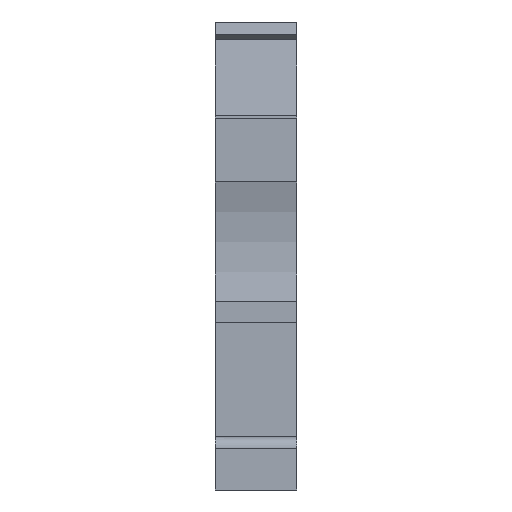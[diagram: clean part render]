
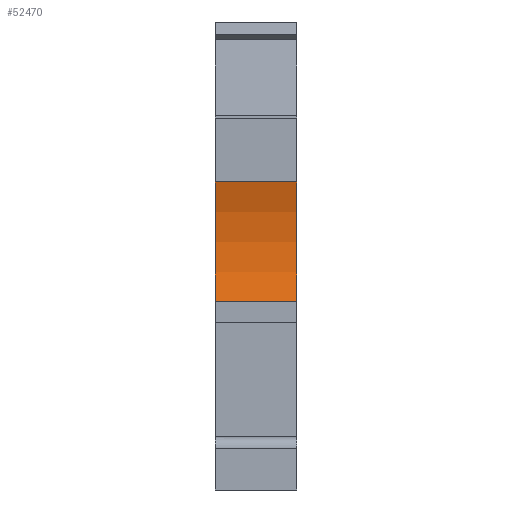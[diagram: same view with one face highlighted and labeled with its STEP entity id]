
A CAD part, front view. The second image highlights one B-rep face of the part: STEP entity #52470.
In plain terms, the highlighted cylindrical face has radius 15 mm (diameter 30 mm), a partial arc.
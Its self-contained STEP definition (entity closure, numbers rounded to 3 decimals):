
#280=CARTESIAN_POINT('',(-47.2,7.95,
-5.15));
#290=VERTEX_POINT('',#280);
#320=CARTESIAN_POINT('',(-61.509,3.45,
-5.15));
#330=DIRECTION('',(0.,0.,1.));
#340=DIRECTION('',(1.,0.,0.));
#350=AXIS2_PLACEMENT_3D('',#320,#330,#340);
#360=CIRCLE('',#350,15.);
#370=CARTESIAN_POINT('',(-47.2,-1.05,
-5.15));
#380=VERTEX_POINT('',#370);
#390=EDGE_CURVE('',#380,#290,#360,.T.);
#10620=CARTESIAN_POINT('',(-47.2,-1.05,
1.));
#10630=VERTEX_POINT('',#10620);
#10660=CARTESIAN_POINT('',(-61.509,3.45,
1.));
#10670=DIRECTION('',(0.,0.,1.));
#10680=DIRECTION('',(1.,0.,0.));
#10690=AXIS2_PLACEMENT_3D('',#10660,#10670,#10680);
#10700=CIRCLE('',#10690,15.);
#10710=CARTESIAN_POINT('',(-47.2,7.95,
1.));
#10720=VERTEX_POINT('',#10710);
#10730=EDGE_CURVE('',#10630,#10720,#10700,.T.);
#52260=CARTESIAN_POINT('',(-61.509,3.45,
-5.15));
#52270=DIRECTION('',(0.,0.,1.));
#52280=DIRECTION('',(1.,0.,0.));
#52290=AXIS2_PLACEMENT_3D('',#52260,#52270,#52280);
#52300=CYLINDRICAL_SURFACE('',#52290,15.);
#52310=CARTESIAN_POINT('',(-47.2,7.95,
-5.15));
#52320=DIRECTION('',(0.,0.,1.));
#52330=VECTOR('',#52320,1.);
#52340=LINE('',#52310,#52330);
#52350=EDGE_CURVE('',#290,#10720,#52340,.T.);
#52360=ORIENTED_EDGE('',*,*,#52350,.F.);
#52370=ORIENTED_EDGE('',*,*,#10730,.T.);
#52380=CARTESIAN_POINT('',(-47.2,-1.05,
-5.15));
#52390=DIRECTION('',(0.,0.,1.));
#52400=VECTOR('',#52390,1.);
#52410=LINE('',#52380,#52400);
#52420=EDGE_CURVE('',#380,#10630,#52410,.T.);
#52430=ORIENTED_EDGE('',*,*,#52420,.T.);
#52440=ORIENTED_EDGE('',*,*,#390,.F.);
#52450=EDGE_LOOP('',(#52440,#52430,#52370,#52360));
#52460=FACE_OUTER_BOUND('',#52450,.T.);
#52470=ADVANCED_FACE('',(#52460),#52300,.F.);
